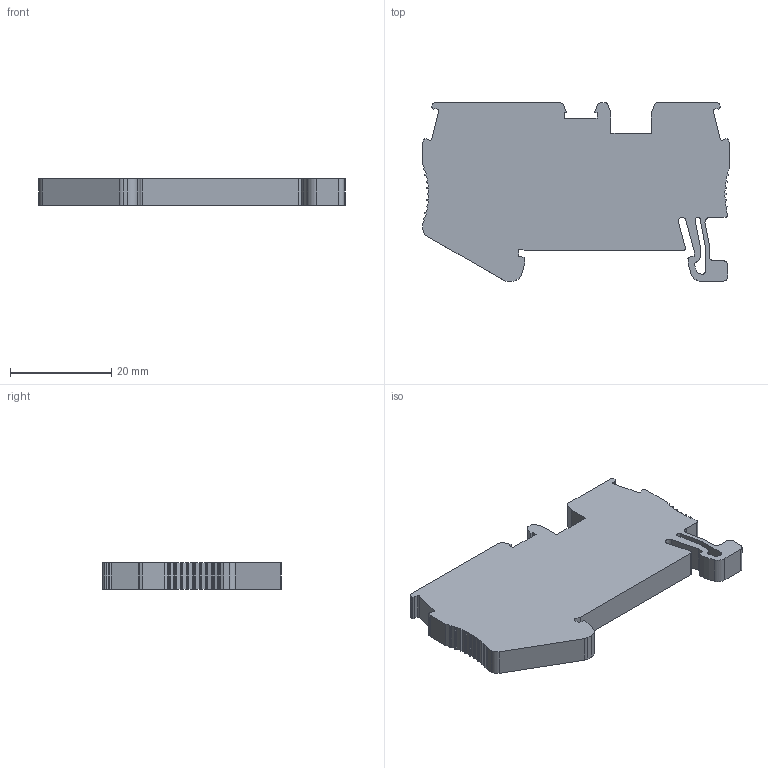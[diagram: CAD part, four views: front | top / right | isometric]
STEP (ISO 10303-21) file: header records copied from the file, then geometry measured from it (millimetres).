
FILE_DESCRIPTION((''),'2;1');
FILE_NAME('UJ5-2_5_1_2','2022-02-22T',('Administrator'),(''),'PRO/ENGINEER BY PARAMETRIC TECHNOLOGY CORPORATION, 2013230','PRO/ENGINEER BY PARAMETRIC TECHNOLOGY CORPORATION, 2013230','');
FILE_SCHEMA(('AUTOMOTIVE_DESIGN { 1 0 10303 214 1 1 1 1 }'));
Length unit declared in the file: millimetre
Products named in the file (1): UJ5-2_5_1_2
Bounding box: 60.4 x 35.2 x 5.2 mm (x, y, z)
Volume: 8224.5 mm3; surface area: 5133.8 mm2
Topology: 1 solids, 1 shells, 216 faces, 681 edges, 470 vertices
Faces by surface type: plane 141, cylinder 75
Entity records: 7734 total; most frequent: CARTESIAN_POINT 1385, ORIENTED_EDGE 1362, DIRECTION 1307, EDGE_CURVE 681, VECTOR 479, LINE 479, VERTEX_POINT 470, AXIS2_PLACEMENT_3D 414
